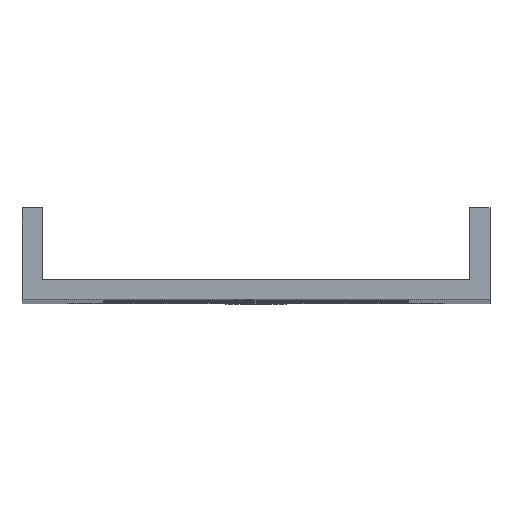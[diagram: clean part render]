
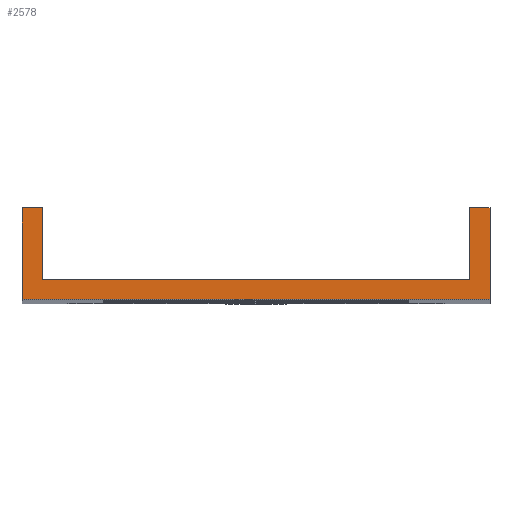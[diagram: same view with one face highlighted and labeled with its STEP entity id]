
A CAD part, top view. The second image highlights one B-rep face of the part: STEP entity #2578.
In plain terms, the highlighted planar face has unit normal (0, 0, 1).
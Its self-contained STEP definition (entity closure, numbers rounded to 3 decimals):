
#24 = VERTEX_POINT ( 'NONE', #1759 ) ;
#31 = LINE ( 'NONE', #1642, #1396 ) ;
#45 = CARTESIAN_POINT ( 'NONE',  ( -21., 2., 210. ) ) ;
#76 = CARTESIAN_POINT ( 'NONE',  ( 23., 9., 210. ) ) ;
#85 = LINE ( 'NONE', #2489, #454 ) ;
#93 = LINE ( 'NONE', #1687, #508 ) ;
#99 = DIRECTION ( 'NONE',  ( 1., 0., 0. ) ) ;
#100 = DIRECTION ( 'NONE',  ( 1., 0., 0. ) ) ;
#113 = LINE ( 'NONE', #711, #2255 ) ;
#212 = VERTEX_POINT ( 'NONE', #1079 ) ;
#216 = AXIS2_PLACEMENT_3D ( 'NONE', #1492, #1506, #99 ) ;
#226 = EDGE_CURVE ( 'NONE', #483, #1942, #85, .T. ) ;
#283 = DIRECTION ( 'NONE',  ( 0., 1., 0. ) ) ;
#304 = EDGE_CURVE ( 'NONE', #2475, #665, #113, .T. ) ;
#390 = EDGE_CURVE ( 'NONE', #1061, #212, #2016, .T. ) ;
#404 = ORIENTED_EDGE ( 'NONE', *, *, #666, .F. ) ;
#454 = VECTOR ( 'NONE', #100, 1000. ) ;
#473 = CARTESIAN_POINT ( 'NONE',  ( -23., 0., 210. ) ) ;
#483 = VERTEX_POINT ( 'NONE', #45 ) ;
#508 = VECTOR ( 'NONE', #2456, 1000. ) ;
#585 = ORIENTED_EDGE ( 'NONE', *, *, #782, .F. ) ;
#610 = DIRECTION ( 'NONE',  ( 1., 0., 0. ) ) ;
#665 = VERTEX_POINT ( 'NONE', #76 ) ;
#666 = EDGE_CURVE ( 'NONE', #1942, #24, #690, .T. ) ;
#690 = LINE ( 'NONE', #910, #1083 ) ;
#711 = CARTESIAN_POINT ( 'NONE',  ( 23., 0., 210. ) ) ;
#726 = VERTEX_POINT ( 'NONE', #1907 ) ;
#750 = EDGE_LOOP ( 'NONE', ( #1835, #2395, #2181, #1111, #929, #1991, #585, #404 ) ) ;
#763 = VECTOR ( 'NONE', #610, 1000. ) ;
#782 = EDGE_CURVE ( 'NONE', #24, #665, #1072, .T. ) ;
#910 = CARTESIAN_POINT ( 'NONE',  ( 21., 0., 210. ) ) ;
#929 = ORIENTED_EDGE ( 'NONE', *, *, #1069, .T. ) ;
#1061 = VERTEX_POINT ( 'NONE', #2433 ) ;
#1069 = EDGE_CURVE ( 'NONE', #1061, #2475, #1619, .T. ) ;
#1072 = LINE ( 'NONE', #2325, #1425 ) ;
#1078 = DIRECTION ( 'NONE',  ( 1., 0., 0. ) ) ;
#1079 = CARTESIAN_POINT ( 'NONE',  ( -23., 9., 210. ) ) ;
#1083 = VECTOR ( 'NONE', #283, 1000. ) ;
#1111 = ORIENTED_EDGE ( 'NONE', *, *, #390, .F. ) ;
#1112 = PLANE ( 'NONE',  #216 ) ;
#1396 = VECTOR ( 'NONE', #1078, 1000. ) ;
#1425 = VECTOR ( 'NONE', #2515, 1000. ) ;
#1444 = DIRECTION ( 'NONE',  ( 0., 1., 0. ) ) ;
#1492 = CARTESIAN_POINT ( 'NONE',  ( -21., 0., 210. ) ) ;
#1506 = DIRECTION ( 'NONE',  ( 0., 0., 1. ) ) ;
#1510 = VECTOR ( 'NONE', #1444, 1000. ) ;
#1619 = LINE ( 'NONE', #2242, #763 ) ;
#1642 = CARTESIAN_POINT ( 'NONE',  ( -21., 9., 210. ) ) ;
#1677 = DIRECTION ( 'NONE',  ( 0., 1., 0. ) ) ;
#1687 = CARTESIAN_POINT ( 'NONE',  ( -21., 0., 210. ) ) ;
#1759 = CARTESIAN_POINT ( 'NONE',  ( 21., 9., 210. ) ) ;
#1786 = EDGE_CURVE ( 'NONE', #483, #726, #93, .T. ) ;
#1835 = ORIENTED_EDGE ( 'NONE', *, *, #226, .F. ) ;
#1870 = CARTESIAN_POINT ( 'NONE',  ( 23., 0., 210. ) ) ;
#1907 = CARTESIAN_POINT ( 'NONE',  ( -21., 9., 210. ) ) ;
#1942 = VERTEX_POINT ( 'NONE', #2162 ) ;
#1991 = ORIENTED_EDGE ( 'NONE', *, *, #304, .T. ) ;
#2016 = LINE ( 'NONE', #473, #1510 ) ;
#2162 = CARTESIAN_POINT ( 'NONE',  ( 21., 2., 210. ) ) ;
#2181 = ORIENTED_EDGE ( 'NONE', *, *, #2529, .F. ) ;
#2242 = CARTESIAN_POINT ( 'NONE',  ( -21., 0., 210. ) ) ;
#2255 = VECTOR ( 'NONE', #1677, 1000. ) ;
#2325 = CARTESIAN_POINT ( 'NONE',  ( 21., 9., 210. ) ) ;
#2395 = ORIENTED_EDGE ( 'NONE', *, *, #1786, .T. ) ;
#2433 = CARTESIAN_POINT ( 'NONE',  ( -23., 0., 210. ) ) ;
#2456 = DIRECTION ( 'NONE',  ( 0., 1., 0. ) ) ;
#2475 = VERTEX_POINT ( 'NONE', #1870 ) ;
#2477 = FACE_OUTER_BOUND ( 'NONE', #750, .T. ) ;
#2489 = CARTESIAN_POINT ( 'NONE',  ( -21., 2., 210. ) ) ;
#2515 = DIRECTION ( 'NONE',  ( 1., 0., 0. ) ) ;
#2529 = EDGE_CURVE ( 'NONE', #212, #726, #31, .T. ) ;
#2578 = ADVANCED_FACE ( 'NONE', ( #2477 ), #1112, .T. ) ;
